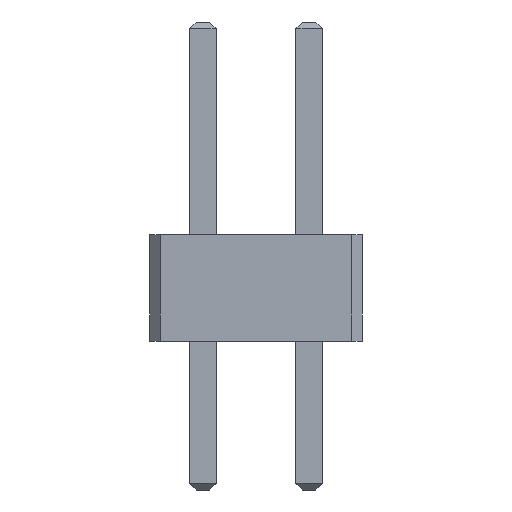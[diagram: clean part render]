
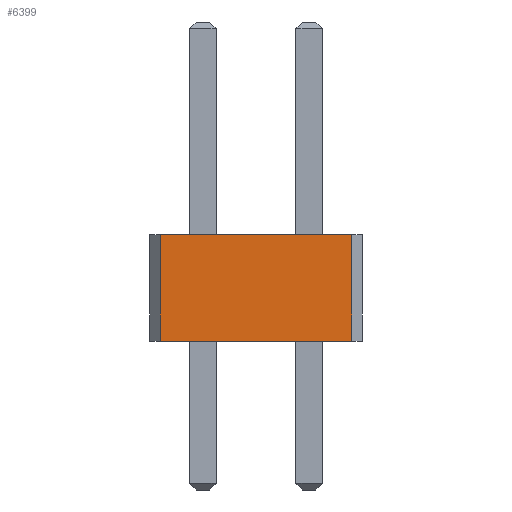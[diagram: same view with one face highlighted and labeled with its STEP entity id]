
A CAD part, front view. The second image highlights one B-rep face of the part: STEP entity #6399.
In plain terms, the highlighted planar face has unit normal (0, -1, 0).
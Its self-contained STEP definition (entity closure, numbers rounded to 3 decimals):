
#527 = VERTEX_POINT('',#528);
#528 = CARTESIAN_POINT('',(2.8,-37.,0.));
#534 = EDGE_CURVE('',#535,#527,#537,.T.);
#535 = VERTEX_POINT('',#536);
#536 = CARTESIAN_POINT('',(-0.8,-37.,0.));
#537 = LINE('',#538,#539);
#538 = CARTESIAN_POINT('',(-1.,-37.,0.));
#539 = VECTOR('',#540,1.);
#540 = DIRECTION('',(1.,0.,0.));
#2771 = VERTEX_POINT('',#2772);
#2772 = CARTESIAN_POINT('',(-0.8,-37.,2.));
#2778 = EDGE_CURVE('',#2771,#2779,#2781,.T.);
#2779 = VERTEX_POINT('',#2780);
#2780 = CARTESIAN_POINT('',(2.8,-37.,2.));
#2781 = LINE('',#2782,#2783);
#2782 = CARTESIAN_POINT('',(-1.,-37.,2.));
#2783 = VECTOR('',#2784,1.);
#2784 = DIRECTION('',(1.,0.,0.));
#6389 = EDGE_CURVE('',#535,#2771,#6390,.T.);
#6390 = LINE('',#6391,#6392);
#6391 = CARTESIAN_POINT('',(-0.8,-37.,0.));
#6392 = VECTOR('',#6393,1.);
#6393 = DIRECTION('',(0.,0.,1.));
#6399 = ADVANCED_FACE('',(#6400),#6411,.F.);
#6400 = FACE_BOUND('',#6401,.F.);
#6401 = EDGE_LOOP('',(#6402,#6403,#6404,#6405));
#6402 = ORIENTED_EDGE('',*,*,#534,.F.);
#6403 = ORIENTED_EDGE('',*,*,#6389,.T.);
#6404 = ORIENTED_EDGE('',*,*,#2778,.T.);
#6405 = ORIENTED_EDGE('',*,*,#6406,.F.);
#6406 = EDGE_CURVE('',#527,#2779,#6407,.T.);
#6407 = LINE('',#6408,#6409);
#6408 = CARTESIAN_POINT('',(2.8,-37.,0.));
#6409 = VECTOR('',#6410,1.);
#6410 = DIRECTION('',(0.,0.,1.));
#6411 = PLANE('',#6412);
#6412 = AXIS2_PLACEMENT_3D('',#6413,#6414,#6415);
#6413 = CARTESIAN_POINT('',(-1.,-37.,0.));
#6414 = DIRECTION('',(0.,1.,0.));
#6415 = DIRECTION('',(1.,0.,0.));
